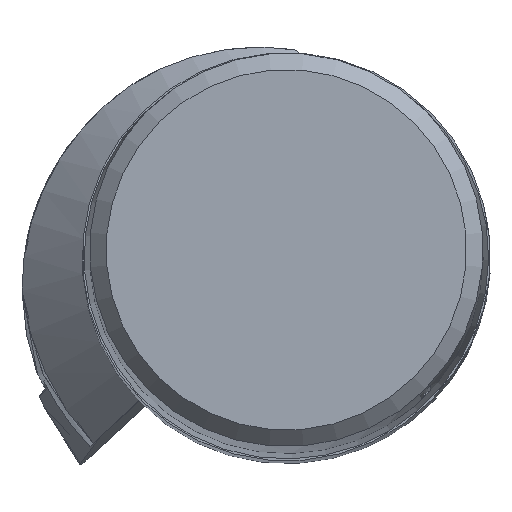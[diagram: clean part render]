
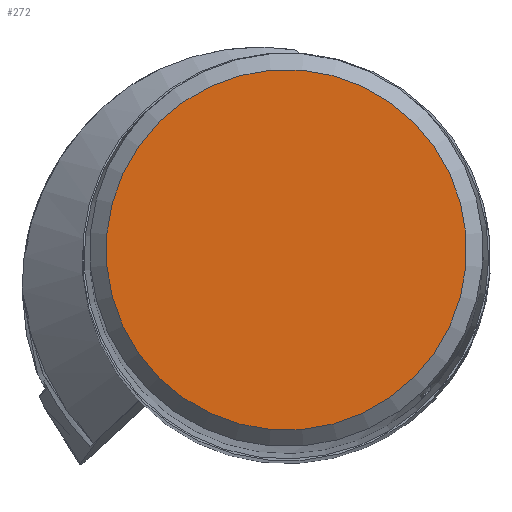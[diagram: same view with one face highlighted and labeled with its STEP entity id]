
A CAD part, top view. The second image highlights one B-rep face of the part: STEP entity #272.
In plain terms, the highlighted planar face has unit normal (0, 0, 1).
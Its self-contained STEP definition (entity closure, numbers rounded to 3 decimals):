
#115=PLANE('',#858);
#174=FACE_OUTER_BOUND('',#378,.T.);
#272=ADVANCED_FACE('',(#174),#115,.F.);
#378=EDGE_LOOP('',(#512));
#512=ORIENTED_EDGE('',*,*,#681,.F.);
#606=VERTEX_POINT('',#1327);
#681=EDGE_CURVE('',#606,#606,#725,.T.);
#725=CIRCLE('',#856,5.5);
#856=AXIS2_PLACEMENT_3D('',#1326,#1013,#1014);
#858=AXIS2_PLACEMENT_3D('',#1329,#1017,#1018);
#1013=DIRECTION('',(0.,0.,-1.));
#1014=DIRECTION('',(-0.966,0.259,0.));
#1017=DIRECTION('',(0.,0.,-1.));
#1018=DIRECTION('',(-0.966,0.259,0.));
#1326=CARTESIAN_POINT('',(0.,0.,0.));
#1327=CARTESIAN_POINT('',(-5.313,1.424,0.));
#1329=CARTESIAN_POINT('',(0.,0.,0.));
